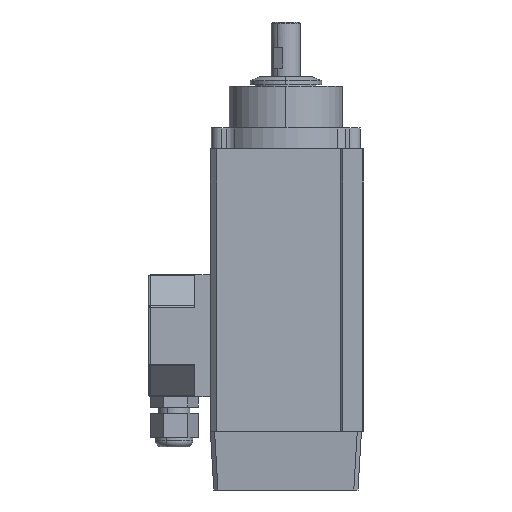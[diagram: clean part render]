
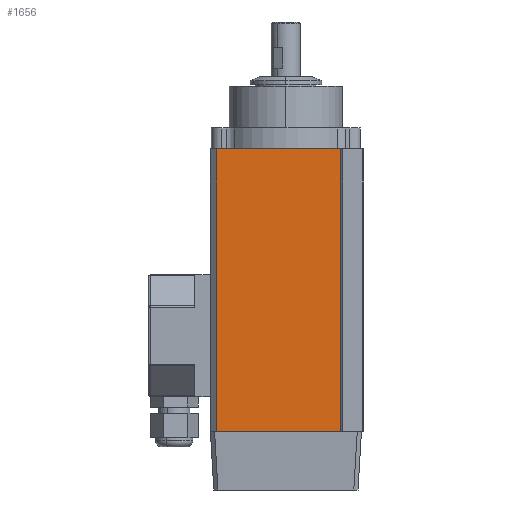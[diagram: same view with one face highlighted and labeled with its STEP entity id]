
A CAD part, left-side view. The second image highlights one B-rep face of the part: STEP entity #1656.
In plain terms, the highlighted planar face has unit normal (-1, 0, 0).
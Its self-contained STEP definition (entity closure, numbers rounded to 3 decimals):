
#174 = DIRECTION ( 'NONE',  ( 1., 0., 0. ) ) ;
#393 = LINE ( 'NONE', #7625, #5852 ) ;
#417 = VERTEX_POINT ( 'NONE', #7395 ) ;
#632 = DIRECTION ( 'NONE',  ( 0., 0., -1. ) ) ;
#713 = CARTESIAN_POINT ( 'NONE',  ( -40., -26., 134.5 ) ) ;
#720 = EDGE_CURVE ( 'NONE', #10060, #417, #5429, .T. ) ;
#1066 = AXIS2_PLACEMENT_3D ( 'NONE', #10592, #174, #1104 ) ;
#1104 = DIRECTION ( 'NONE',  ( 0., 1., 0. ) ) ;
#1498 = EDGE_CURVE ( 'NONE', #5029, #417, #393, .T. ) ;
#1656 = ADVANCED_FACE ( 'NONE', ( #8754 ), #11487, .F. ) ;
#1677 = CARTESIAN_POINT ( 'NONE',  ( -40., -26., 134.5 ) ) ;
#1815 = ORIENTED_EDGE ( 'NONE', *, *, #1498, .T. ) ;
#2043 = DIRECTION ( 'NONE',  ( 0., 0., -1. ) ) ;
#2058 = CARTESIAN_POINT ( 'NONE',  ( -40., -26., 134.5 ) ) ;
#2788 = VECTOR ( 'NONE', #8422, 1000. ) ;
#3006 = VECTOR ( 'NONE', #632, 1000. ) ;
#3406 = CARTESIAN_POINT ( 'NONE',  ( -40., 33., 134.5 ) ) ;
#3882 = VERTEX_POINT ( 'NONE', #3406 ) ;
#3890 = CARTESIAN_POINT ( 'NONE',  ( -40., 33., 0. ) ) ;
#4212 = EDGE_CURVE ( 'NONE', #3882, #5029, #9935, .T. ) ;
#4718 = ORIENTED_EDGE ( 'NONE', *, *, #720, .F. ) ;
#5029 = VERTEX_POINT ( 'NONE', #3890 ) ;
#5348 = EDGE_LOOP ( 'NONE', ( #1815, #4718, #7175, #11817 ) ) ;
#5429 = LINE ( 'NONE', #1677, #3006 ) ;
#5852 = VECTOR ( 'NONE', #6774, 1000. ) ;
#6368 = LINE ( 'NONE', #2058, #2788 ) ;
#6699 = EDGE_CURVE ( 'NONE', #3882, #10060, #6368, .T. ) ;
#6774 = DIRECTION ( 'NONE',  ( 0., -1., 0. ) ) ;
#7175 = ORIENTED_EDGE ( 'NONE', *, *, #6699, .F. ) ;
#7395 = CARTESIAN_POINT ( 'NONE',  ( -40., -26., 0. ) ) ;
#7625 = CARTESIAN_POINT ( 'NONE',  ( -40., -26., 0. ) ) ;
#8422 = DIRECTION ( 'NONE',  ( 0., -1., 0. ) ) ;
#8754 = FACE_OUTER_BOUND ( 'NONE', #5348, .T. ) ;
#9935 = LINE ( 'NONE', #11234, #10233 ) ;
#10060 = VERTEX_POINT ( 'NONE', #713 ) ;
#10233 = VECTOR ( 'NONE', #2043, 1000. ) ;
#10592 = CARTESIAN_POINT ( 'NONE',  ( -40., -26., 134.5 ) ) ;
#11234 = CARTESIAN_POINT ( 'NONE',  ( -40., 33., 134.5 ) ) ;
#11487 = PLANE ( 'NONE',  #1066 ) ;
#11817 = ORIENTED_EDGE ( 'NONE', *, *, #4212, .T. ) ;
